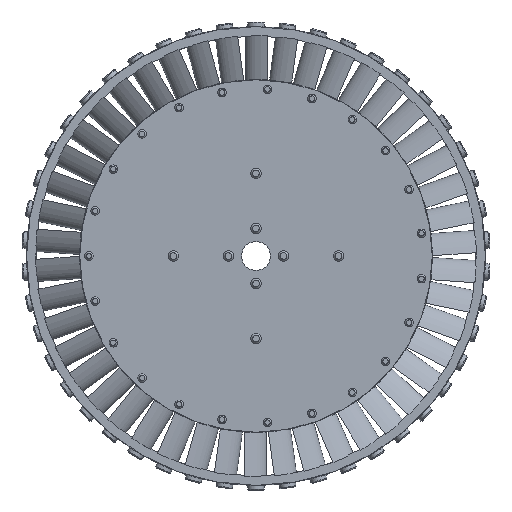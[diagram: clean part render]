
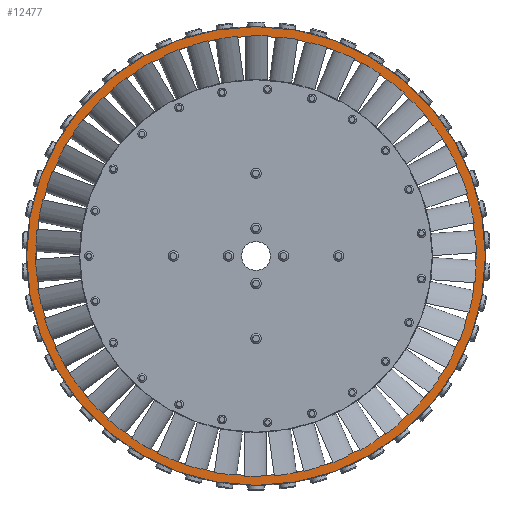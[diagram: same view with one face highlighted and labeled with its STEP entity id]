
A CAD part, front view. The second image highlights one B-rep face of the part: STEP entity #12477.
In plain terms, the highlighted planar face has unit normal (0, -1, 0).
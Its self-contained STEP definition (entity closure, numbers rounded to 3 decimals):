
#516 = VERTEX_POINT ( 'NONE', #20356 ) ;
#1156 = VERTEX_POINT ( 'NONE', #9076 ) ;
#1329 = VERTEX_POINT ( 'NONE', #7850 ) ;
#1820 = DIRECTION ( 'NONE',  ( 0., 0., 1. ) ) ;
#2063 = DIRECTION ( 'NONE',  ( 0., 1., 0. ) ) ;
#2418 = DIRECTION ( 'NONE',  ( 0., 1., 0. ) ) ;
#3504 = EDGE_LOOP ( 'NONE', ( #20025, #21073 ) ) ;
#3558 = CARTESIAN_POINT ( 'NONE',  ( 0., 0., 0. ) ) ;
#4144 = CIRCLE ( 'NONE', #8385, 76.2 ) ;
#4350 = FACE_OUTER_BOUND ( 'NONE', #20001, .T. ) ;
#4950 = EDGE_CURVE ( 'NONE', #1329, #1156, #14518, .T. ) ;
#5462 = EDGE_CURVE ( 'NONE', #7732, #516, #16455, .T. ) ;
#5819 = AXIS2_PLACEMENT_3D ( 'NONE', #7541, #5863, #13365 ) ;
#5863 = DIRECTION ( 'NONE',  ( 0., 1., 0. ) ) ;
#7514 = CARTESIAN_POINT ( 'NONE',  ( 0., 0., 0. ) ) ;
#7541 = CARTESIAN_POINT ( 'NONE',  ( 0., 0., 0. ) ) ;
#7732 = VERTEX_POINT ( 'NONE', #18160 ) ;
#7845 = FACE_BOUND ( 'NONE', #3504, .T. ) ;
#7850 = CARTESIAN_POINT ( 'NONE',  ( 0., 0., 79.375 ) ) ;
#7971 = DIRECTION ( 'NONE',  ( 0., 0., 1. ) ) ;
#8385 = AXIS2_PLACEMENT_3D ( 'NONE', #3558, #12762, #8765 ) ;
#8765 = DIRECTION ( 'NONE',  ( 0., 0., 1. ) ) ;
#9076 = CARTESIAN_POINT ( 'NONE',  ( 0., 0., -79.375 ) ) ;
#9081 = AXIS2_PLACEMENT_3D ( 'NONE', #12470, #2063, #1820 ) ;
#9095 = DIRECTION ( 'NONE',  ( 0., 1., 0. ) ) ;
#11272 = DIRECTION ( 'NONE',  ( 0., 0., 1. ) ) ;
#11850 = CARTESIAN_POINT ( 'NONE',  ( 0., 0., 0. ) ) ;
#12470 = CARTESIAN_POINT ( 'NONE',  ( 0., 0., 0. ) ) ;
#12477 = ADVANCED_FACE ( 'NONE', ( #4350, #7845 ), #15614, .F. ) ;
#12762 = DIRECTION ( 'NONE',  ( 0., 1., 0. ) ) ;
#13365 = DIRECTION ( 'NONE',  ( 0., 0., 1. ) ) ;
#14518 = CIRCLE ( 'NONE', #9081, 79.375 ) ;
#15614 = PLANE ( 'NONE',  #15946 ) ;
#15946 = AXIS2_PLACEMENT_3D ( 'NONE', #11850, #2418, #7971 ) ;
#16455 = CIRCLE ( 'NONE', #23401, 76.2 ) ;
#17353 = EDGE_CURVE ( 'NONE', #516, #7732, #4144, .T. ) ;
#17436 = CIRCLE ( 'NONE', #5819, 79.375 ) ;
#18160 = CARTESIAN_POINT ( 'NONE',  ( 0., 0., 76.2 ) ) ;
#18651 = ORIENTED_EDGE ( 'NONE', *, *, #4950, .F. ) ;
#19077 = ORIENTED_EDGE ( 'NONE', *, *, #22575, .F. ) ;
#20001 = EDGE_LOOP ( 'NONE', ( #19077, #18651 ) ) ;
#20025 = ORIENTED_EDGE ( 'NONE', *, *, #17353, .T. ) ;
#20356 = CARTESIAN_POINT ( 'NONE',  ( 0., 0., -76.2 ) ) ;
#21073 = ORIENTED_EDGE ( 'NONE', *, *, #5462, .T. ) ;
#22575 = EDGE_CURVE ( 'NONE', #1156, #1329, #17436, .T. ) ;
#23401 = AXIS2_PLACEMENT_3D ( 'NONE', #7514, #9095, #11272 ) ;
